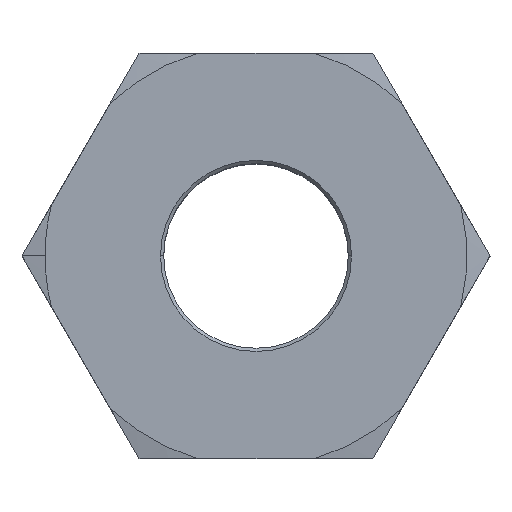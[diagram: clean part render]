
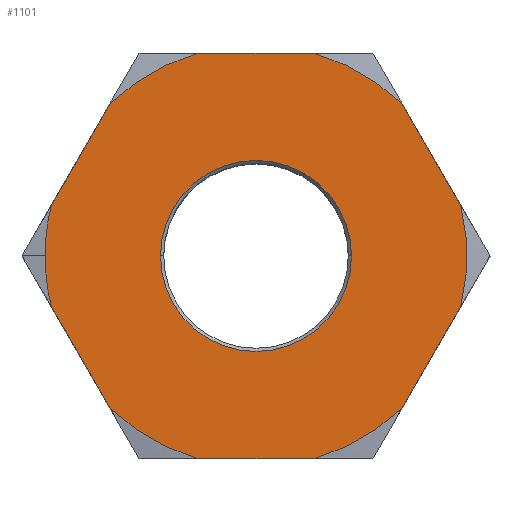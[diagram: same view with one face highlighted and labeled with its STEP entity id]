
A CAD part, top view. The second image highlights one B-rep face of the part: STEP entity #1101.
In plain terms, the highlighted planar face has unit normal (0, 0, 1).
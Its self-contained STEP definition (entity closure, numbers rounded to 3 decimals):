
#162 = EDGE_CURVE ( 'NONE', #1007, #999, #493, .T. ) ;
#168 = ORIENTED_EDGE ( 'NONE', *, *, #162, .F. ) ;
#177 = ORIENTED_EDGE ( 'NONE', *, *, #1006, .F. ) ;
#210 = VERTEX_POINT ( 'NONE', #582 ) ;
#211 = VERTEX_POINT ( 'NONE', #581 ) ;
#217 = EDGE_CURVE ( 'NONE', #211, #210, #579, .T. ) ;
#254 = DIRECTION ( 'NONE',  ( 0., 0., 1. ) ) ;
#447 = CARTESIAN_POINT ( 'NONE',  ( 0., 0., 16.25 ) ) ;
#448 = AXIS2_PLACEMENT_3D ( 'NONE', #447, #254, #690 ) ;
#456 = CIRCLE ( 'NONE', #448, 10.843 ) ;
#484 = DIRECTION ( 'NONE',  ( 1., 0., 0. ) ) ;
#485 = DIRECTION ( 'NONE',  ( 0., 0., 1. ) ) ;
#486 = CARTESIAN_POINT ( 'NONE',  ( 0., 0., 16.25 ) ) ;
#487 = AXIS2_PLACEMENT_3D ( 'NONE', #486, #485, #484 ) ;
#493 = CIRCLE ( 'NONE', #487, 10.843 ) ;
#575 = DIRECTION ( 'NONE',  ( 1., 0., 0. ) ) ;
#576 = DIRECTION ( 'NONE',  ( 0., 0., 1. ) ) ;
#577 = CARTESIAN_POINT ( 'NONE',  ( 0., 0., 16.25 ) ) ;
#578 = AXIS2_PLACEMENT_3D ( 'NONE', #577, #576, #575 ) ;
#579 = CIRCLE ( 'NONE', #578, 23.937 ) ;
#581 = CARTESIAN_POINT ( 'NONE',  ( -23.937, 0., 16.25 ) ) ;
#582 = CARTESIAN_POINT ( 'NONE',  ( -23.234, -5.758, 16.25 ) ) ;
#657 = DIRECTION ( 'NONE',  ( 0., 0., 1. ) ) ;
#658 = CARTESIAN_POINT ( 'NONE',  ( 0., 0., 16.25 ) ) ;
#659 = AXIS2_PLACEMENT_3D ( 'NONE', #658, #657, #722 ) ;
#664 = CIRCLE ( 'NONE', #659, 23.937 ) ;
#690 = DIRECTION ( 'NONE',  ( 1., 0., 0. ) ) ;
#700 = CARTESIAN_POINT ( 'NONE',  ( -10.843, 0., 16.25 ) ) ;
#705 = DIRECTION ( 'NONE',  ( -0.5, 0.866, 0. ) ) ;
#706 = VECTOR ( 'NONE', #705, 1000. ) ;
#707 = CARTESIAN_POINT ( 'NONE',  ( 26.558, 0., 16.25 ) ) ;
#708 = LINE ( 'NONE', #707, #706 ) ;
#709 = CARTESIAN_POINT ( 'NONE',  ( 16.603, 17.242, 16.25 ) ) ;
#710 = CARTESIAN_POINT ( 'NONE',  ( 6.63, -23., 16.25 ) ) ;
#711 = CARTESIAN_POINT ( 'NONE',  ( -6.63, -23., 16.25 ) ) ;
#717 = DIRECTION ( 'NONE',  ( 1., 0., 0. ) ) ;
#718 = DIRECTION ( 'NONE',  ( 0., 0., 1. ) ) ;
#719 = CARTESIAN_POINT ( 'NONE',  ( 0., 0., 16.25 ) ) ;
#720 = AXIS2_PLACEMENT_3D ( 'NONE', #719, #718, #717 ) ;
#721 = CIRCLE ( 'NONE', #720, 23.937 ) ;
#722 = DIRECTION ( 'NONE',  ( 1., 0., 0. ) ) ;
#738 = CARTESIAN_POINT ( 'NONE',  ( -16.603, -17.242, 16.25 ) ) ;
#739 = CARTESIAN_POINT ( 'NONE',  ( 16.603, -17.242, 16.25 ) ) ;
#740 = DIRECTION ( 'NONE',  ( 0.5, -0.866, 0. ) ) ;
#741 = VECTOR ( 'NONE', #740, 1000. ) ;
#742 = CARTESIAN_POINT ( 'NONE',  ( -26.558, 0., 16.25 ) ) ;
#743 = LINE ( 'NONE', #742, #741 ) ;
#744 = CARTESIAN_POINT ( 'NONE',  ( 23.234, 5.758, 16.25 ) ) ;
#745 = DIRECTION ( 'NONE',  ( 1., 0., 0. ) ) ;
#746 = VECTOR ( 'NONE', #745, 1000. ) ;
#747 = CARTESIAN_POINT ( 'NONE',  ( -13.279, -23., 16.25 ) ) ;
#748 = LINE ( 'NONE', #747, #746 ) ;
#749 = DIRECTION ( 'NONE',  ( 0.5, 0.866, 0. ) ) ;
#750 = VECTOR ( 'NONE', #749, 1000. ) ;
#751 = CARTESIAN_POINT ( 'NONE',  ( 13.279, -23., 16.25 ) ) ;
#752 = LINE ( 'NONE', #751, #750 ) ;
#753 = CARTESIAN_POINT ( 'NONE',  ( 10.843, 0., 16.25 ) ) ;
#771 = DIRECTION ( 'NONE',  ( -1., 0., 0. ) ) ;
#772 = VECTOR ( 'NONE', #771, 1000. ) ;
#773 = CARTESIAN_POINT ( 'NONE',  ( 13.279, 23., 16.25 ) ) ;
#774 = LINE ( 'NONE', #773, #772 ) ;
#797 = DIRECTION ( 'NONE',  ( 1., 0., 0. ) ) ;
#798 = DIRECTION ( 'NONE',  ( 0., 0., 1. ) ) ;
#799 = CARTESIAN_POINT ( 'NONE',  ( 0., 0., 16.25 ) ) ;
#800 = AXIS2_PLACEMENT_3D ( 'NONE', #799, #798, #797 ) ;
#801 = CIRCLE ( 'NONE', #800, 23.937 ) ;
#802 = DIRECTION ( 'NONE',  ( 1., 0., 0. ) ) ;
#803 = DIRECTION ( 'NONE',  ( 0., 0., 1. ) ) ;
#804 = CARTESIAN_POINT ( 'NONE',  ( 0., 0., 16.25 ) ) ;
#805 = AXIS2_PLACEMENT_3D ( 'NONE', #804, #803, #802 ) ;
#806 = CIRCLE ( 'NONE', #805, 23.937 ) ;
#807 = CARTESIAN_POINT ( 'NONE',  ( 6.63, 23., 16.25 ) ) ;
#808 = CARTESIAN_POINT ( 'NONE',  ( 23.234, -5.758, 16.25 ) ) ;
#847 = CIRCLE ( 'NONE', #895, 23.937 ) ;
#849 = DIRECTION ( 'NONE',  ( -0.5, -0.866, 0. ) ) ;
#850 = VECTOR ( 'NONE', #849, 1000. ) ;
#851 = CARTESIAN_POINT ( 'NONE',  ( -13.279, 23., 16.25 ) ) ;
#852 = LINE ( 'NONE', #851, #850 ) ;
#853 = CARTESIAN_POINT ( 'NONE',  ( -16.603, 17.242, 16.25 ) ) ;
#858 = CARTESIAN_POINT ( 'NONE',  ( -6.63, 23., 16.25 ) ) ;
#880 = DIRECTION ( 'NONE',  ( -1., 0., 0. ) ) ;
#881 = DIRECTION ( 'NONE',  ( 0., 0., -1. ) ) ;
#882 = AXIS2_PLACEMENT_3D ( 'NONE', #883, #881, #880 ) ;
#883 = CARTESIAN_POINT ( 'NONE',  ( 0., 26.558, 16.25 ) ) ;
#884 = PLANE ( 'NONE',  #882 ) ;
#885 = FACE_BOUND ( 'NONE', #1034, .T. ) ;
#886 = FACE_OUTER_BOUND ( 'NONE', #1089, .T. ) ;
#887 = DIRECTION ( 'NONE',  ( 1., 0., 0. ) ) ;
#888 = DIRECTION ( 'NONE',  ( 0., 0., 1. ) ) ;
#889 = CARTESIAN_POINT ( 'NONE',  ( 0., 0., 16.25 ) ) ;
#890 = AXIS2_PLACEMENT_3D ( 'NONE', #889, #888, #887 ) ;
#891 = CIRCLE ( 'NONE', #890, 23.937 ) ;
#892 = DIRECTION ( 'NONE',  ( 1., 0., 0. ) ) ;
#893 = DIRECTION ( 'NONE',  ( 0., 0., 1. ) ) ;
#894 = CARTESIAN_POINT ( 'NONE',  ( 0., 0., 16.25 ) ) ;
#895 = AXIS2_PLACEMENT_3D ( 'NONE', #894, #893, #892 ) ;
#896 = CARTESIAN_POINT ( 'NONE',  ( -23.234, 5.758, 16.25 ) ) ;
#985 = ORIENTED_EDGE ( 'NONE', *, *, #217, .T. ) ;
#987 = EDGE_CURVE ( 'NONE', #1017, #990, #664, .T. ) ;
#988 = EDGE_CURVE ( 'NONE', #991, #1014, #721, .T. ) ;
#990 = VERTEX_POINT ( 'NONE', #711 ) ;
#991 = VERTEX_POINT ( 'NONE', #710 ) ;
#992 = ORIENTED_EDGE ( 'NONE', *, *, #988, .T. ) ;
#993 = ORIENTED_EDGE ( 'NONE', *, *, #987, .T. ) ;
#994 = VERTEX_POINT ( 'NONE', #709 ) ;
#996 = EDGE_CURVE ( 'NONE', #1011, #994, #708, .T. ) ;
#999 = VERTEX_POINT ( 'NONE', #700 ) ;
#1006 = EDGE_CURVE ( 'NONE', #999, #1007, #456, .T. ) ;
#1007 = VERTEX_POINT ( 'NONE', #753 ) ;
#1008 = EDGE_CURVE ( 'NONE', #1014, #1043, #752, .T. ) ;
#1009 = ORIENTED_EDGE ( 'NONE', *, *, #1010, .T. ) ;
#1010 = EDGE_CURVE ( 'NONE', #990, #991, #748, .T. ) ;
#1011 = VERTEX_POINT ( 'NONE', #744 ) ;
#1012 = EDGE_CURVE ( 'NONE', #210, #1017, #743, .T. ) ;
#1013 = ORIENTED_EDGE ( 'NONE', *, *, #996, .T. ) ;
#1014 = VERTEX_POINT ( 'NONE', #739 ) ;
#1015 = ORIENTED_EDGE ( 'NONE', *, *, #1046, .T. ) ;
#1016 = ORIENTED_EDGE ( 'NONE', *, *, #1012, .T. ) ;
#1017 = VERTEX_POINT ( 'NONE', #738 ) ;
#1018 = ORIENTED_EDGE ( 'NONE', *, *, #1033, .T. ) ;
#1022 = ORIENTED_EDGE ( 'NONE', *, *, #1045, .T. ) ;
#1030 = ORIENTED_EDGE ( 'NONE', *, *, #1008, .T. ) ;
#1033 = EDGE_CURVE ( 'NONE', #1044, #1085, #774, .T. ) ;
#1034 = EDGE_LOOP ( 'NONE', ( #168, #177 ) ) ;
#1043 = VERTEX_POINT ( 'NONE', #808 ) ;
#1044 = VERTEX_POINT ( 'NONE', #807 ) ;
#1045 = EDGE_CURVE ( 'NONE', #994, #1044, #806, .T. ) ;
#1046 = EDGE_CURVE ( 'NONE', #1043, #1011, #801, .T. ) ;
#1085 = VERTEX_POINT ( 'NONE', #858 ) ;
#1086 = ORIENTED_EDGE ( 'NONE', *, *, #1095, .T. ) ;
#1087 = ORIENTED_EDGE ( 'NONE', *, *, #1090, .T. ) ;
#1088 = VERTEX_POINT ( 'NONE', #853 ) ;
#1089 = EDGE_LOOP ( 'NONE', ( #1086, #1087, #1100, #985, #1016, #993, #1009, #992, #1030, #1015, #1013, #1022, #1018 ) ) ;
#1090 = EDGE_CURVE ( 'NONE', #1088, #1096, #852, .T. ) ;
#1095 = EDGE_CURVE ( 'NONE', #1085, #1088, #847, .T. ) ;
#1096 = VERTEX_POINT ( 'NONE', #896 ) ;
#1098 = EDGE_CURVE ( 'NONE', #1096, #211, #891, .T. ) ;
#1100 = ORIENTED_EDGE ( 'NONE', *, *, #1098, .T. ) ;
#1101 = ADVANCED_FACE ( 'NONE', ( #886, #885 ), #884, .F. ) ;
